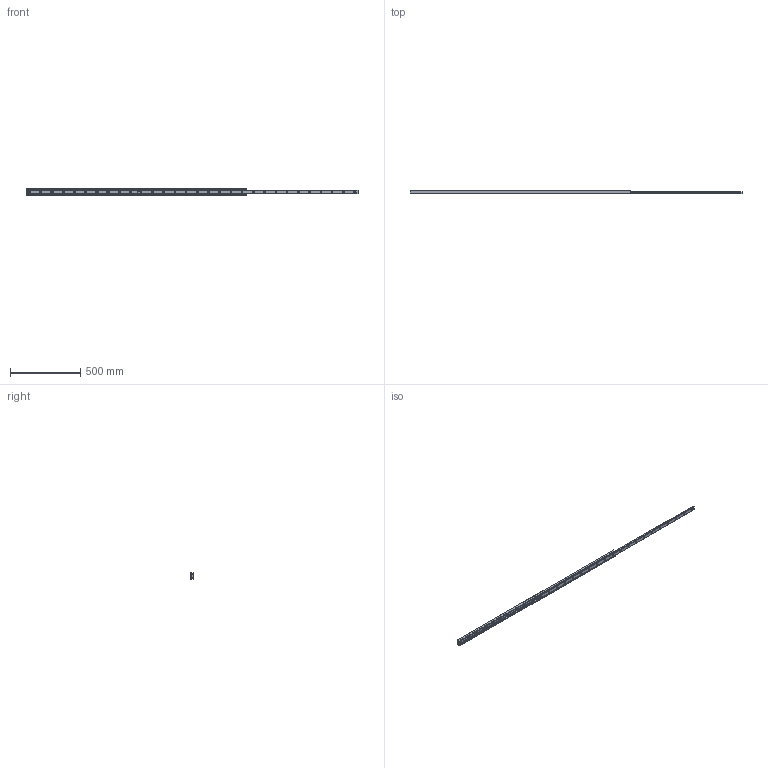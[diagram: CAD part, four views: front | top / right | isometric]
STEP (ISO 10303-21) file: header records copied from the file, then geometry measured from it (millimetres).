
FILE_DESCRIPTION((''),'2;1');
FILE_NAME('LCAE 43-1570.stp','2016-01-13T14:24:45',('MRathmann'),(''),'Autodesk Inventor 2012','Autodesk Inventor 2012','');
FILE_SCHEMA(('CONFIG_CONTROL_DESIGN'));
Length unit declared in the file: millimetre
Products named in the file (7): LCAE 43-1570.iam (Detailgenauigkeit1); LCM 43-1570; LLMG 43-1570; KF.LCA 43-0775.GZ; + AS.L 43; + VKB.L 43 6x13,5; + VKB.L 43 M6x4
Assembly tree (8 placements, depth 2):
  LCAE 43-1570.iam (Detailgenauigkeit1)
    LCM 43-1570
    LLMG 43-1570
    KF.LCA 43-0775.GZ
    + AS.L 43  x2
    + VKB.L 43 6x13,5  x2
    + VKB.L 43 M6x4
Bounding box: 2365 x 22 x 43 mm (x, y, z)
Volume: 1038934.8 mm3; surface area: 467334.2 mm2
Topology: 8 solids, 8 shells, 246 faces, 624 edges, 396 vertices
Faces by surface type: plane 101, cylinder 100, cone 45
Full cylindrical faces by diameter (mm): 4.917 x2, 5.8 x2, 6 x7, 6.647 x20, 7 x2, 8.5 x20
Entity records: 6799 total; most frequent: DIRECTION 1200, CARTESIAN_POINT 1095, ORIENTED_EDGE 974, EDGE_CURVE 487, AXIS2_PLACEMENT_3D 474, EDGE_LOOP 410, VERTEX_POINT 369, VECTOR 252
